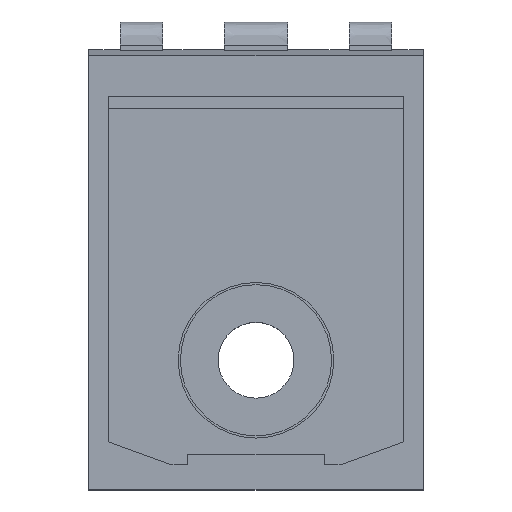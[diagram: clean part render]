
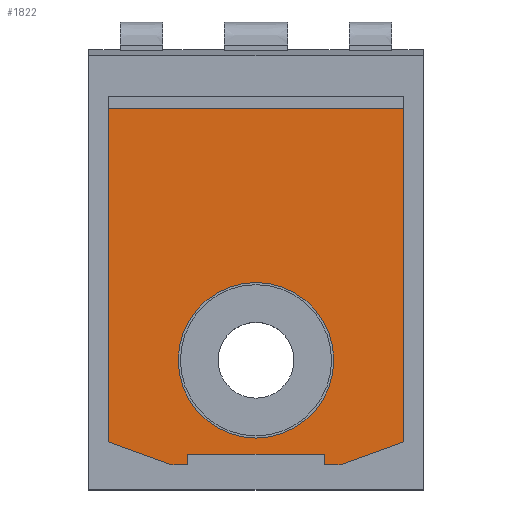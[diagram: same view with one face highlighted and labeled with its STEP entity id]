
A CAD part, top view. The second image highlights one B-rep face of the part: STEP entity #1822.
In plain terms, the highlighted planar face has unit normal (0, 0, 1).
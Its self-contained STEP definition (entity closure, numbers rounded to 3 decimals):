
#1284 = VERTEX_POINT('',#1285);
#1285 = CARTESIAN_POINT('',(2.2,-20.78,9.385));
#1291 = EDGE_CURVE('',#1284,#1292,#1294,.T.);
#1292 = VERTEX_POINT('',#1293);
#1293 = CARTESIAN_POINT('',(1.45,-20.78,9.385));
#1294 = LINE('',#1295,#1296);
#1295 = CARTESIAN_POINT('',(0.075,-20.78,9.385));
#1296 = VECTOR('',#1297,1.);
#1297 = DIRECTION('',(-1.,0.,0.));
#1315 = EDGE_CURVE('',#1292,#1316,#1318,.T.);
#1316 = VERTEX_POINT('',#1317);
#1317 = CARTESIAN_POINT('',(-1.56,-19.684,9.385));
#1318 = LINE('',#1319,#1320);
#1319 = CARTESIAN_POINT('',(0.069,-20.277,9.385)
  );
#1320 = VECTOR('',#1321,1.);
#1321 = DIRECTION('',(-0.94,0.342,0.)
  );
#1339 = EDGE_CURVE('',#1316,#1340,#1342,.T.);
#1340 = VERTEX_POINT('',#1341);
#1341 = CARTESIAN_POINT('',(-1.56,-3.8,9.385));
#1342 = LINE('',#1343,#1344);
#1343 = CARTESIAN_POINT('',(-1.56,-20.742,9.385));
#1344 = VECTOR('',#1345,1.);
#1345 = DIRECTION('',(0.,1.,0.));
#1412 = VERTEX_POINT('',#1413);
#1413 = CARTESIAN_POINT('',(12.46,-3.8,9.385));
#1419 = EDGE_CURVE('',#1412,#1420,#1422,.T.);
#1420 = VERTEX_POINT('',#1421);
#1421 = CARTESIAN_POINT('',(12.46,-19.684,9.385));
#1422 = LINE('',#1423,#1424);
#1423 = CARTESIAN_POINT('',(12.46,-12.53,9.385));
#1424 = VECTOR('',#1425,1.);
#1425 = DIRECTION('',(0.,-1.,0.));
#1443 = EDGE_CURVE('',#1420,#1444,#1446,.T.);
#1444 = VERTEX_POINT('',#1445);
#1445 = CARTESIAN_POINT('',(9.45,-20.78,9.385));
#1446 = LINE('',#1447,#1448);
#1447 = CARTESIAN_POINT('',(5.714,-22.14,9.385));
#1448 = VECTOR('',#1449,1.);
#1449 = DIRECTION('',(-0.94,-0.342,
    0.));
#1467 = EDGE_CURVE('',#1444,#1468,#1470,.T.);
#1468 = VERTEX_POINT('',#1469);
#1469 = CARTESIAN_POINT('',(8.7,-20.78,9.385));
#1470 = LINE('',#1471,#1472);
#1471 = CARTESIAN_POINT('',(3.7,-20.78,9.385));
#1472 = VECTOR('',#1473,1.);
#1473 = DIRECTION('',(-1.,0.,0.));
#1491 = EDGE_CURVE('',#1468,#1492,#1494,.T.);
#1492 = VERTEX_POINT('',#1493);
#1493 = CARTESIAN_POINT('',(8.7,-20.28,9.385));
#1494 = LINE('',#1495,#1496);
#1495 = CARTESIAN_POINT('',(8.7,-21.29,9.385));
#1496 = VECTOR('',#1497,1.);
#1497 = DIRECTION('',(0.,1.,0.));
#1515 = EDGE_CURVE('',#1492,#1516,#1518,.T.);
#1516 = VERTEX_POINT('',#1517);
#1517 = CARTESIAN_POINT('',(2.2,-20.28,9.385));
#1518 = LINE('',#1519,#1520);
#1519 = CARTESIAN_POINT('',(3.325,-20.28,9.385));
#1520 = VECTOR('',#1521,1.);
#1521 = DIRECTION('',(-1.,0.,0.));
#1539 = EDGE_CURVE('',#1516,#1284,#1540,.T.);
#1540 = LINE('',#1541,#1542);
#1541 = CARTESIAN_POINT('',(2.2,-21.04,9.385));
#1542 = VECTOR('',#1543,1.);
#1543 = DIRECTION('',(0.,-1.,0.));
#1822 = ADVANCED_FACE('',(#1823,#1840),#1851,.F.);
#1823 = FACE_BOUND('',#1824,.F.);
#1824 = EDGE_LOOP('',(#1825,#1826,#1832,#1833,#1834,#1835,#1836,#1837,
    #1838,#1839));
#1825 = ORIENTED_EDGE('',*,*,#1339,.T.);
#1826 = ORIENTED_EDGE('',*,*,#1827,.F.);
#1827 = EDGE_CURVE('',#1412,#1340,#1828,.T.);
#1828 = LINE('',#1829,#1830);
#1829 = CARTESIAN_POINT('',(12.95,-3.8,9.385));
#1830 = VECTOR('',#1831,1.);
#1831 = DIRECTION('',(-1.,0.,0.));
#1832 = ORIENTED_EDGE('',*,*,#1419,.T.);
#1833 = ORIENTED_EDGE('',*,*,#1443,.T.);
#1834 = ORIENTED_EDGE('',*,*,#1467,.T.);
#1835 = ORIENTED_EDGE('',*,*,#1491,.T.);
#1836 = ORIENTED_EDGE('',*,*,#1515,.T.);
#1837 = ORIENTED_EDGE('',*,*,#1539,.T.);
#1838 = ORIENTED_EDGE('',*,*,#1291,.T.);
#1839 = ORIENTED_EDGE('',*,*,#1315,.T.);
#1840 = FACE_BOUND('',#1841,.F.);
#1841 = EDGE_LOOP('',(#1842));
#1842 = ORIENTED_EDGE('',*,*,#1843,.F.);
#1843 = EDGE_CURVE('',#1844,#1844,#1846,.T.);
#1844 = VERTEX_POINT('',#1845);
#1845 = CARTESIAN_POINT('',(9.15,-15.8,9.385));
#1846 = CIRCLE('',#1847,3.7);
#1847 = AXIS2_PLACEMENT_3D('',#1848,#1849,#1850);
#1848 = CARTESIAN_POINT('',(5.45,-15.8,9.385));
#1849 = DIRECTION('',(0.,0.,-1.));
#1850 = DIRECTION('',(1.,0.,0.));
#1851 = PLANE('',#1852);
#1852 = AXIS2_PLACEMENT_3D('',#1853,#1854,#1855);
#1853 = CARTESIAN_POINT('',(-2.05,-21.8,9.385));
#1854 = DIRECTION('',(0.,0.,-1.));
#1855 = DIRECTION('',(0.,1.,0.));
